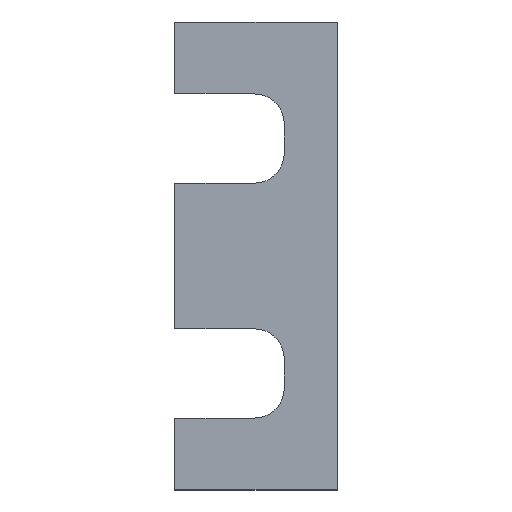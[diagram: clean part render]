
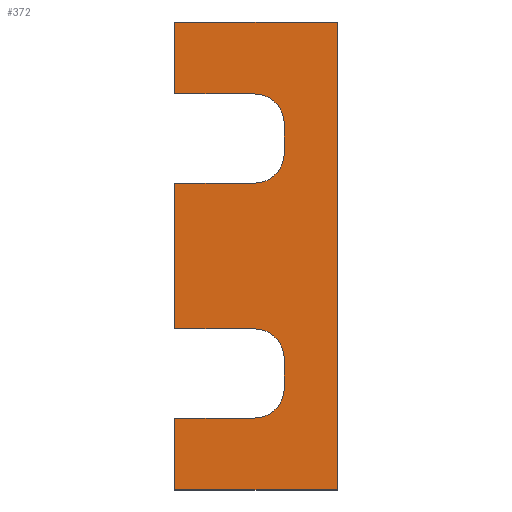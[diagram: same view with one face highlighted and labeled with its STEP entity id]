
A CAD part, top view. The second image highlights one B-rep face of the part: STEP entity #372.
In plain terms, the highlighted planar face has unit normal (0, 0, 1).
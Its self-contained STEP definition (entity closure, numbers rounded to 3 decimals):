
#122=CARTESIAN_POINT('Vertex',(1.5,545.,10.)) ;
#148=CARTESIAN_POINT('Line Origine',(1.5,-787.,10.)) ;
#152=CARTESIAN_POINT('Vertex',(1.5,785.5,10.)) ;
#227=CARTESIAN_POINT('Line Origine',(135.75,545.,10.)) ;
#231=CARTESIAN_POINT('Vertex',(270.,545.,10.)) ;
#253=CARTESIAN_POINT('Axis2P3D Location',(550.,-787.,10.)) ;
#258=CARTESIAN_POINT('Line Origine',(135.75,245.,10.)) ;
#262=CARTESIAN_POINT('Vertex',(1.5,245.,10.)) ;
#264=CARTESIAN_POINT('Vertex',(270.,245.,10.)) ;
#267=CARTESIAN_POINT('Line Origine',(1.5,0.,10.)) ;
#271=CARTESIAN_POINT('Vertex',(1.5,-245.,10.)) ;
#274=CARTESIAN_POINT('Line Origine',(135.75,-245.,10.)) ;
#278=CARTESIAN_POINT('Vertex',(270.,-245.,10.)) ;
#281=CARTESIAN_POINT('Axis2P3D Location',(270.,-345.,10.)) ;
#285=CARTESIAN_POINT('Vertex',(370.,-345.,10.)) ;
#288=CARTESIAN_POINT('Line Origine',(370.,-395.,10.)) ;
#292=CARTESIAN_POINT('Vertex',(370.,-445.,10.)) ;
#295=CARTESIAN_POINT('Axis2P3D Location',(270.,-445.,10.)) ;
#299=CARTESIAN_POINT('Vertex',(270.,-545.,10.)) ;
#302=CARTESIAN_POINT('Line Origine',(135.75,-545.,10.)) ;
#306=CARTESIAN_POINT('Vertex',(1.5,-545.,10.)) ;
#309=CARTESIAN_POINT('Line Origine',(1.5,-665.25,10.)) ;
#313=CARTESIAN_POINT('Vertex',(1.5,-785.5,10.)) ;
#316=CARTESIAN_POINT('Line Origine',(275.,-785.5,10.)) ;
#320=CARTESIAN_POINT('Vertex',(548.5,-785.5,10.)) ;
#323=CARTESIAN_POINT('Line Origine',(548.5,0.,10.)) ;
#327=CARTESIAN_POINT('Vertex',(548.5,785.5,10.)) ;
#330=CARTESIAN_POINT('Line Origine',(275.,785.5,10.)) ;
#335=CARTESIAN_POINT('Axis2P3D Location',(270.,445.,10.)) ;
#339=CARTESIAN_POINT('Vertex',(370.,445.,10.)) ;
#342=CARTESIAN_POINT('Line Origine',(370.,395.,10.)) ;
#346=CARTESIAN_POINT('Vertex',(370.,345.,10.)) ;
#349=CARTESIAN_POINT('Axis2P3D Location',(270.,345.,10.)) ;
#150=VECTOR('Line Direction',#149,1.) ;
#229=VECTOR('Line Direction',#228,1.) ;
#260=VECTOR('Line Direction',#259,1.) ;
#269=VECTOR('Line Direction',#268,1.) ;
#276=VECTOR('Line Direction',#275,1.) ;
#290=VECTOR('Line Direction',#289,1.) ;
#304=VECTOR('Line Direction',#303,1.) ;
#311=VECTOR('Line Direction',#310,1.) ;
#318=VECTOR('Line Direction',#317,1.) ;
#325=VECTOR('Line Direction',#324,1.) ;
#332=VECTOR('Line Direction',#331,1.) ;
#344=VECTOR('Line Direction',#343,1.) ;
#149=DIRECTION('Vector Direction',(0.,-1.,0.)) ;
#228=DIRECTION('Vector Direction',(-1.,0.,0.)) ;
#254=DIRECTION('Axis2P3D Direction',(0.,-0.,1.)) ;
#255=DIRECTION('Axis2P3D XDirection',(0.,1.,0.)) ;
#259=DIRECTION('Vector Direction',(1.,0.,0.)) ;
#268=DIRECTION('Vector Direction',(0.,-1.,0.)) ;
#275=DIRECTION('Vector Direction',(-1.,0.,0.)) ;
#282=DIRECTION('Axis2P3D Direction',(0.,-0.,1.)) ;
#289=DIRECTION('Vector Direction',(0.,1.,0.)) ;
#296=DIRECTION('Axis2P3D Direction',(0.,-0.,1.)) ;
#303=DIRECTION('Vector Direction',(1.,0.,0.)) ;
#310=DIRECTION('Vector Direction',(0.,-1.,0.)) ;
#317=DIRECTION('Vector Direction',(1.,0.,0.)) ;
#324=DIRECTION('Vector Direction',(0.,1.,0.)) ;
#331=DIRECTION('Vector Direction',(-1.,0.,0.)) ;
#336=DIRECTION('Axis2P3D Direction',(0.,-0.,1.)) ;
#343=DIRECTION('Vector Direction',(0.,1.,0.)) ;
#350=DIRECTION('Axis2P3D Direction',(0.,-0.,1.)) ;
#256=AXIS2_PLACEMENT_3D('Plane Axis2P3D',#253,#254,#255) ;
#283=AXIS2_PLACEMENT_3D('Circle Axis2P3D',#281,#282,$) ;
#297=AXIS2_PLACEMENT_3D('Circle Axis2P3D',#295,#296,$) ;
#337=AXIS2_PLACEMENT_3D('Circle Axis2P3D',#335,#336,$) ;
#351=AXIS2_PLACEMENT_3D('Circle Axis2P3D',#349,#350,$) ;
#151=LINE('Line',#148,#150) ;
#230=LINE('Line',#227,#229) ;
#261=LINE('Line',#258,#260) ;
#270=LINE('Line',#267,#269) ;
#277=LINE('Line',#274,#276) ;
#291=LINE('Line',#288,#290) ;
#305=LINE('Line',#302,#304) ;
#312=LINE('Line',#309,#311) ;
#319=LINE('Line',#316,#318) ;
#326=LINE('Line',#323,#325) ;
#333=LINE('Line',#330,#332) ;
#345=LINE('Line',#342,#344) ;
#284=CIRCLE('generated circle',#283,100.) ;
#298=CIRCLE('generated circle',#297,100.) ;
#338=CIRCLE('generated circle',#337,100.) ;
#352=CIRCLE('generated circle',#351,100.) ;
#257=PLANE('',#256) ;
#154=EDGE_CURVE('',#153,#123,#151,.T.) ;
#233=EDGE_CURVE('',#232,#123,#230,.T.) ;
#266=EDGE_CURVE('',#263,#265,#261,.T.) ;
#273=EDGE_CURVE('',#263,#272,#270,.T.) ;
#280=EDGE_CURVE('',#279,#272,#277,.T.) ;
#287=EDGE_CURVE('',#286,#279,#284,.T.) ;
#294=EDGE_CURVE('',#293,#286,#291,.T.) ;
#301=EDGE_CURVE('',#300,#293,#298,.T.) ;
#308=EDGE_CURVE('',#307,#300,#305,.T.) ;
#315=EDGE_CURVE('',#307,#314,#312,.T.) ;
#322=EDGE_CURVE('',#314,#321,#319,.T.) ;
#329=EDGE_CURVE('',#321,#328,#326,.T.) ;
#334=EDGE_CURVE('',#328,#153,#333,.T.) ;
#341=EDGE_CURVE('',#340,#232,#338,.T.) ;
#348=EDGE_CURVE('',#347,#340,#345,.T.) ;
#353=EDGE_CURVE('',#265,#347,#352,.T.) ;
#355=ORIENTED_EDGE('',*,*,#266,.F.) ;
#356=ORIENTED_EDGE('',*,*,#273,.T.) ;
#357=ORIENTED_EDGE('',*,*,#280,.F.) ;
#358=ORIENTED_EDGE('',*,*,#287,.F.) ;
#359=ORIENTED_EDGE('',*,*,#294,.F.) ;
#360=ORIENTED_EDGE('',*,*,#301,.F.) ;
#361=ORIENTED_EDGE('',*,*,#308,.F.) ;
#362=ORIENTED_EDGE('',*,*,#315,.T.) ;
#363=ORIENTED_EDGE('',*,*,#322,.T.) ;
#364=ORIENTED_EDGE('',*,*,#329,.T.) ;
#365=ORIENTED_EDGE('',*,*,#334,.T.) ;
#366=ORIENTED_EDGE('',*,*,#154,.T.) ;
#367=ORIENTED_EDGE('',*,*,#233,.F.) ;
#368=ORIENTED_EDGE('',*,*,#341,.F.) ;
#369=ORIENTED_EDGE('',*,*,#348,.F.) ;
#370=ORIENTED_EDGE('',*,*,#353,.F.) ;
#354=EDGE_LOOP('',(#355,#356,#357,#358,#359,#360,#361,#362,#363,#364,#365,#366,#367,#368,#369,#370)) ;
#123=VERTEX_POINT('',#122) ;
#153=VERTEX_POINT('',#152) ;
#232=VERTEX_POINT('',#231) ;
#263=VERTEX_POINT('',#262) ;
#265=VERTEX_POINT('',#264) ;
#272=VERTEX_POINT('',#271) ;
#279=VERTEX_POINT('',#278) ;
#286=VERTEX_POINT('',#285) ;
#293=VERTEX_POINT('',#292) ;
#300=VERTEX_POINT('',#299) ;
#307=VERTEX_POINT('',#306) ;
#314=VERTEX_POINT('',#313) ;
#321=VERTEX_POINT('',#320) ;
#328=VERTEX_POINT('',#327) ;
#340=VERTEX_POINT('',#339) ;
#347=VERTEX_POINT('',#346) ;
#372=ADVANCED_FACE('Hauptk\X2\00F6\X0\rper',(#371),#257,.T.) ;
#371=FACE_OUTER_BOUND('',#354,.T.) ;
